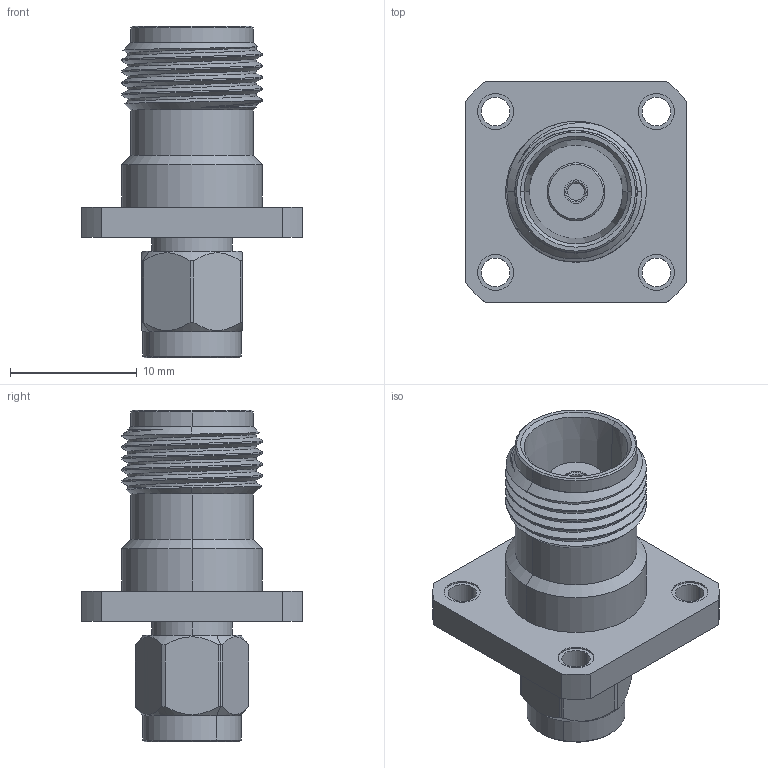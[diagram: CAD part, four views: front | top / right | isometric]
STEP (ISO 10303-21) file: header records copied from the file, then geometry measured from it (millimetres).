
FILE_DESCRIPTION (( 'STEP AP214' ), '1' );
FILE_NAME ('FMCN1025_3D.step', '2023-05-10T22:02:08', ( '' ), ( '' ), 'SwSTEP 2.0', 'SolidWorks 2022', '' );
FILE_SCHEMA (( 'AUTOMOTIVE_DESIGN' ));
Length unit declared in the file: inch
Products named in the file (1): FMCN1025_3D
Bounding box: 17.5 x 17.5 x 26.16 mm (x, y, z)
Volume: 1926.5 mm3; surface area: 2104.3 mm2
Topology: 1 solids, 1 shells, 183 faces, 446 edges, 285 vertices
Faces by surface type: cylinder 89, plane 56, cone 30, bspline 8
Entity records: 8421 total; most frequent: CARTESIAN_POINT 4208, ORIENTED_EDGE 892, DIRECTION 857, EDGE_CURVE 446, AXIS2_PLACEMENT_3D 345, VERTEX_POINT 285, EDGE_LOOP 211, ADVANCED_FACE 183
